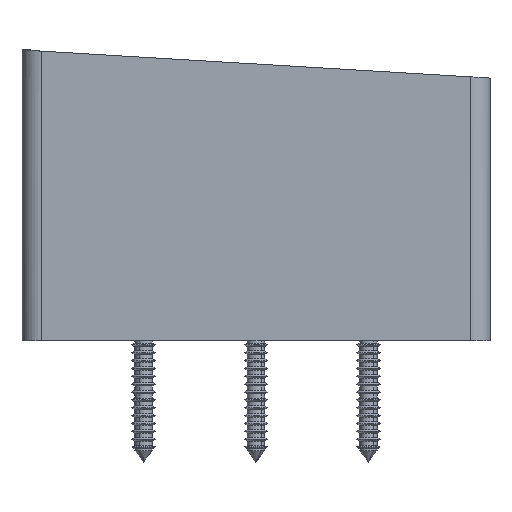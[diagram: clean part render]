
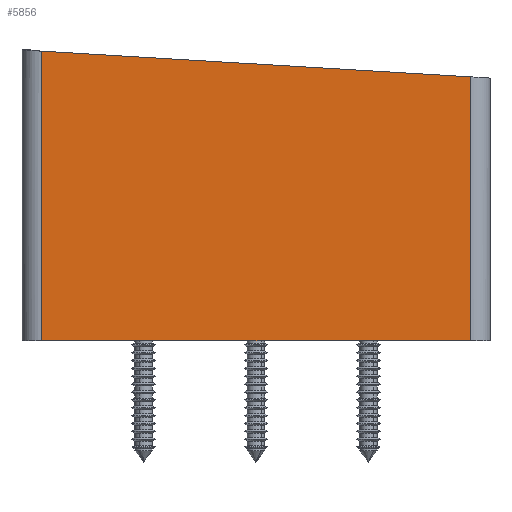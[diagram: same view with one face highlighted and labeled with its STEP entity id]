
A CAD part, left-side view. The second image highlights one B-rep face of the part: STEP entity #5856.
In plain terms, the highlighted planar face has unit normal (-1, 0, 0).
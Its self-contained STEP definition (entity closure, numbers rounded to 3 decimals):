
#1992 = ORIENTED_EDGE ( 'NONE', *, *, #19909, .F. ) ;
#2065 = DIRECTION ( 'NONE',  ( 0., -1., 0. ) ) ;
#2481 = CARTESIAN_POINT ( 'NONE',  ( -41.75, 38.15, 51.59 ) ) ;
#2606 = EDGE_CURVE ( 'NONE', #5306, #5139, #5015, .T. ) ;
#3245 = EDGE_CURVE ( 'NONE', #5905, #5306, #14330, .T. ) ;
#3285 = EDGE_LOOP ( 'NONE', ( #20102, #14906, #19739, #1992 ) ) ;
#3676 = VERTEX_POINT ( 'NONE', #12937 ) ;
#3701 = LINE ( 'NONE', #17899, #20282 ) ;
#5015 = LINE ( 'NONE', #9863, #19551 ) ;
#5122 = CARTESIAN_POINT ( 'NONE',  ( -41.75, 38.15, 53. ) ) ;
#5139 = VERTEX_POINT ( 'NONE', #18505 ) ;
#5220 = FACE_OUTER_BOUND ( 'NONE', #3285, .T. ) ;
#5306 = VERTEX_POINT ( 'NONE', #18823 ) ;
#5754 = VECTOR ( 'NONE', #10985, 1000. ) ;
#5856 = ADVANCED_FACE ( 'NONE', ( #5220 ), #9648, .F. ) ;
#5905 = VERTEX_POINT ( 'NONE', #2481 ) ;
#6743 = DIRECTION ( 'NONE',  ( 0., 0., -1. ) ) ;
#8006 = DIRECTION ( 'NONE',  ( 0., -0.998, -0.06 ) ) ;
#9648 = PLANE ( 'NONE',  #16896 ) ;
#9863 = CARTESIAN_POINT ( 'NONE',  ( -41.75, 38.15, 0. ) ) ;
#10985 = DIRECTION ( 'NONE',  ( 0., 0., -1. ) ) ;
#11011 = VECTOR ( 'NONE', #8006, 1000. ) ;
#11070 = LINE ( 'NONE', #19162, #11011 ) ;
#11533 = DIRECTION ( 'NONE',  ( 0., 1., 0. ) ) ;
#12792 = DIRECTION ( 'NONE',  ( 1., 0., 0. ) ) ;
#12937 = CARTESIAN_POINT ( 'NONE',  ( -41.75, -38.15, 47.01 ) ) ;
#14330 = LINE ( 'NONE', #20754, #5754 ) ;
#14373 = EDGE_CURVE ( 'NONE', #5905, #3676, #11070, .T. ) ;
#14906 = ORIENTED_EDGE ( 'NONE', *, *, #3245, .T. ) ;
#16896 = AXIS2_PLACEMENT_3D ( 'NONE', #5122, #12792, #11533 ) ;
#17899 = CARTESIAN_POINT ( 'NONE',  ( -41.75, -38.15, 53. ) ) ;
#18505 = CARTESIAN_POINT ( 'NONE',  ( -41.75, -38.15, 0. ) ) ;
#18823 = CARTESIAN_POINT ( 'NONE',  ( -41.75, 38.15, 0. ) ) ;
#19162 = CARTESIAN_POINT ( 'NONE',  ( -41.75, 50.17, 52.311 ) ) ;
#19551 = VECTOR ( 'NONE', #2065, 1000. ) ;
#19739 = ORIENTED_EDGE ( 'NONE', *, *, #2606, .T. ) ;
#19909 = EDGE_CURVE ( 'NONE', #3676, #5139, #3701, .T. ) ;
#20102 = ORIENTED_EDGE ( 'NONE', *, *, #14373, .F. ) ;
#20282 = VECTOR ( 'NONE', #6743, 1000. ) ;
#20754 = CARTESIAN_POINT ( 'NONE',  ( -41.75, 38.15, 53. ) ) ;
